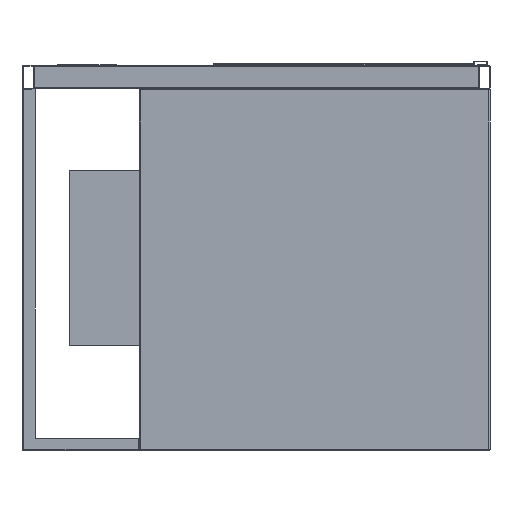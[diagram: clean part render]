
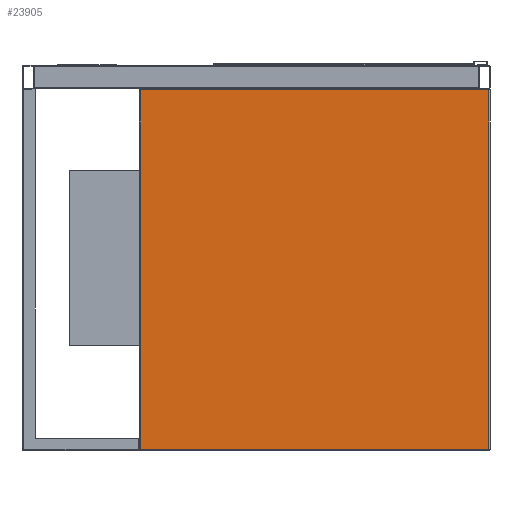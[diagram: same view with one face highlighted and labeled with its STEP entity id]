
A CAD part, front view. The second image highlights one B-rep face of the part: STEP entity #23905.
In plain terms, the highlighted planar face has unit normal (0, -1, 0).
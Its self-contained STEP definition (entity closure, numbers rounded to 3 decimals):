
#267 = CARTESIAN_POINT ( 'NONE',  ( -300., -280., -660. ) ) ;
#540 = EDGE_CURVE ( 'NONE', #8389, #10917, #23286, .T. ) ;
#1024 = EDGE_LOOP ( 'NONE', ( #2821, #4709, #12465, #32074 ) ) ;
#2563 = CARTESIAN_POINT ( 'NONE',  ( -298., -280., -658. ) ) ;
#2821 = ORIENTED_EDGE ( 'NONE', *, *, #540, .T. ) ;
#4663 = EDGE_CURVE ( 'NONE', #10917, #15147, #20986, .T. ) ;
#4709 = ORIENTED_EDGE ( 'NONE', *, *, #4663, .T. ) ;
#4802 = DIRECTION ( 'NONE',  ( 0., -1., 0. ) ) ;
#5323 = CARTESIAN_POINT ( 'NONE',  ( -300., -280., -658. ) ) ;
#7641 = CARTESIAN_POINT ( 'NONE',  ( 298., -280., -660. ) ) ;
#8389 = VERTEX_POINT ( 'NONE', #13977 ) ;
#9402 = CARTESIAN_POINT ( 'NONE',  ( -298., -280., -42. ) ) ;
#10590 = CARTESIAN_POINT ( 'NONE',  ( 298., -280., -658. ) ) ;
#10917 = VERTEX_POINT ( 'NONE', #9402 ) ;
#11214 = DIRECTION ( 'NONE',  ( 0., 0., -1. ) ) ;
#12346 = AXIS2_PLACEMENT_3D ( 'NONE', #267, #4802, #17462 ) ;
#12465 = ORIENTED_EDGE ( 'NONE', *, *, #23474, .T. ) ;
#13977 = CARTESIAN_POINT ( 'NONE',  ( 298., -280., -42. ) ) ;
#15147 = VERTEX_POINT ( 'NONE', #2563 ) ;
#15201 = DIRECTION ( 'NONE',  ( 1., 0., 0. ) ) ;
#16386 = VECTOR ( 'NONE', #11214, 1000. ) ;
#17093 = EDGE_CURVE ( 'NONE', #25805, #8389, #29888, .T. ) ;
#17462 = DIRECTION ( 'NONE',  ( 0., 0., -1. ) ) ;
#17563 = DIRECTION ( 'NONE',  ( 0., 0., 1. ) ) ;
#20395 = PLANE ( 'NONE',  #12346 ) ;
#20986 = LINE ( 'NONE', #30871, #16386 ) ;
#21152 = CARTESIAN_POINT ( 'NONE',  ( -300., -280., -42. ) ) ;
#21972 = VECTOR ( 'NONE', #17563, 1000. ) ;
#23286 = LINE ( 'NONE', #21152, #31070 ) ;
#23474 = EDGE_CURVE ( 'NONE', #15147, #25805, #29831, .T. ) ;
#23905 = ADVANCED_FACE ( 'Fl�che8', ( #25260 ), #20395, .T. ) ;
#25260 = FACE_OUTER_BOUND ( 'NONE', #1024, .T. ) ;
#25805 = VERTEX_POINT ( 'NONE', #10590 ) ;
#26292 = VECTOR ( 'NONE', #15201, 1000. ) ;
#27821 = DIRECTION ( 'NONE',  ( -1., 0., 0. ) ) ;
#29831 = LINE ( 'NONE', #5323, #26292 ) ;
#29888 = LINE ( 'NONE', #7641, #21972 ) ;
#30871 = CARTESIAN_POINT ( 'NONE',  ( -298., -280., -660. ) ) ;
#31070 = VECTOR ( 'NONE', #27821, 1000. ) ;
#32074 = ORIENTED_EDGE ( 'NONE', *, *, #17093, .T. ) ;
